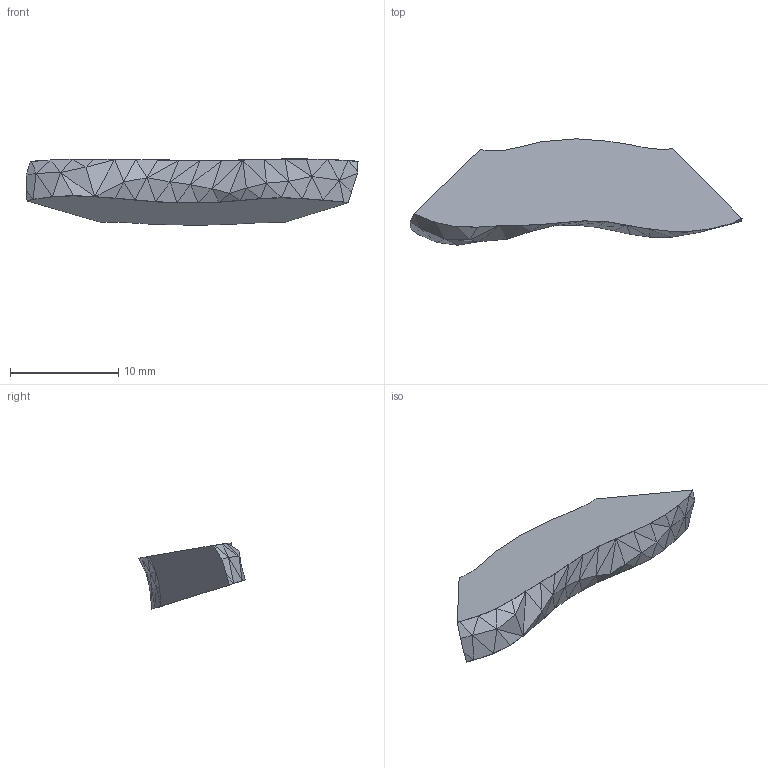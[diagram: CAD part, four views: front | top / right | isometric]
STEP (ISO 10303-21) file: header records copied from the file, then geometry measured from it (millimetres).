
FILE_DESCRIPTION(/* description */ (''),/* implementation_level */ '2;1');
FILE_NAME(/* name */ 'IVD3_Z2.step',/* time_stamp */ '2024-06-23T10:19:43-04:00',/* author */ (''),/* organization */ (''),/* preprocessor_version */ 'ST-DEVELOPER v20',/* originating_system */ 'Autodesk Translation Framework v13.14.0.145',/* authorisation */ '');
FILE_SCHEMA (('AUTOMOTIVE_DESIGN { 1 0 10303 214 3 1 1 }'));
Length unit declared in the file: millimetre
Products named in the file (1): IVD3_Z2
Bounding box: 30.6 x 9.8 x 6.1 mm (x, y, z)
Volume: 750.8 mm3; surface area: 638 mm2
Topology: 1 solids, 1 shells, 221 faces, 471 edges, 252 vertices
Faces by surface type: plane 221
Entity records: 5610 total; most frequent: CARTESIAN_POINT 945, ORIENTED_EDGE 942, DIRECTION 915, LINE 471, VECTOR 471, EDGE_CURVE 471, VERTEX_POINT 252, AXIS2_PLACEMENT_3D 222
